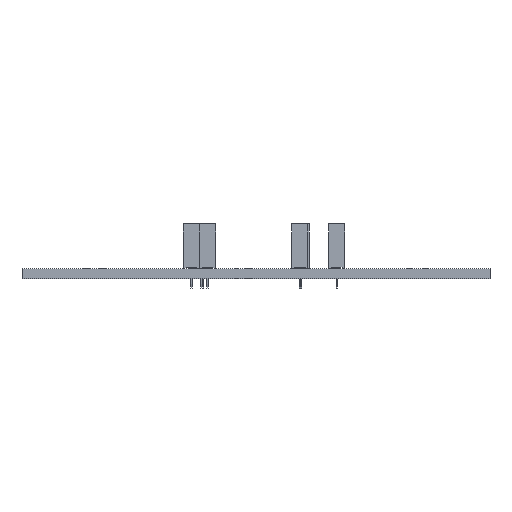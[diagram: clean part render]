
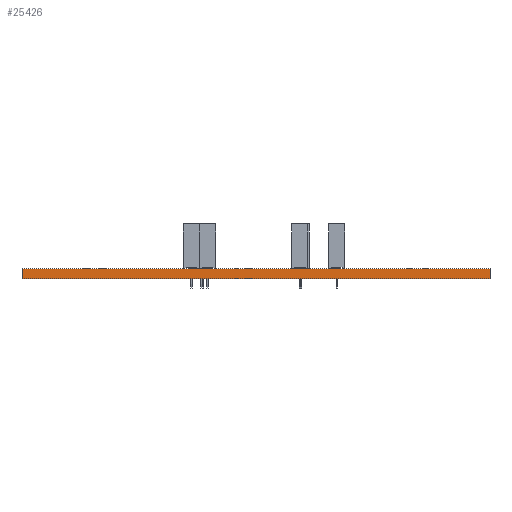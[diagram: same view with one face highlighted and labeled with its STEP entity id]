
A CAD part, front view. The second image highlights one B-rep face of the part: STEP entity #25426.
In plain terms, the highlighted planar face has unit normal (0, -1, 0).
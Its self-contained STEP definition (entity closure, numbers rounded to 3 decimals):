
#25426 = ADVANCED_FACE('',(#25427),#25441,.T.);
#25427 = FACE_BOUND('',#25428,.T.);
#25428 = EDGE_LOOP('',(#25429,#25464,#25492,#25520));
#25429 = ORIENTED_EDGE('',*,*,#25430,.T.);
#25430 = EDGE_CURVE('',#25431,#25433,#25435,.T.);
#25431 = VERTEX_POINT('',#25432);
#25432 = CARTESIAN_POINT('',(189.23,-139.7,0.));
#25433 = VERTEX_POINT('',#25434);
#25434 = CARTESIAN_POINT('',(189.23,-139.7,1.6));
#25435 = SURFACE_CURVE('',#25436,(#25440,#25452),.PCURVE_S1.);
#25436 = LINE('',#25437,#25438);
#25437 = CARTESIAN_POINT('',(189.23,-139.7,0.));
#25438 = VECTOR('',#25439,1.);
#25439 = DIRECTION('',(0.,0.,1.));
#25440 = PCURVE('',#25441,#25446);
#25441 = PLANE('',#25442);
#25442 = AXIS2_PLACEMENT_3D('',#25443,#25444,#25445);
#25443 = CARTESIAN_POINT('',(189.23,-139.7,0.));
#25444 = DIRECTION('',(0.,-1.,0.));
#25445 = DIRECTION('',(-1.,0.,0.));
#25446 = DEFINITIONAL_REPRESENTATION('',(#25447),#25451);
#25447 = LINE('',#25448,#25449);
#25448 = CARTESIAN_POINT('',(0.,-0.));
#25449 = VECTOR('',#25450,1.);
#25450 = DIRECTION('',(0.,-1.));
#25451 = ( GEOMETRIC_REPRESENTATION_CONTEXT(2) 
PARAMETRIC_REPRESENTATION_CONTEXT() REPRESENTATION_CONTEXT('2D SPACE',''
  ) );
#25452 = PCURVE('',#25453,#25458);
#25453 = PLANE('',#25454);
#25454 = AXIS2_PLACEMENT_3D('',#25455,#25456,#25457);
#25455 = CARTESIAN_POINT('',(189.23,-35.56,0.));
#25456 = DIRECTION('',(1.,0.,-0.));
#25457 = DIRECTION('',(0.,-1.,0.));
#25458 = DEFINITIONAL_REPRESENTATION('',(#25459),#25463);
#25459 = LINE('',#25460,#25461);
#25460 = CARTESIAN_POINT('',(104.14,0.));
#25461 = VECTOR('',#25462,1.);
#25462 = DIRECTION('',(0.,-1.));
#25463 = ( GEOMETRIC_REPRESENTATION_CONTEXT(2) 
PARAMETRIC_REPRESENTATION_CONTEXT() REPRESENTATION_CONTEXT('2D SPACE',''
  ) );
#25464 = ORIENTED_EDGE('',*,*,#25465,.T.);
#25465 = EDGE_CURVE('',#25433,#25466,#25468,.T.);
#25466 = VERTEX_POINT('',#25467);
#25467 = CARTESIAN_POINT('',(115.57,-139.7,1.6));
#25468 = SURFACE_CURVE('',#25469,(#25473,#25480),.PCURVE_S1.);
#25469 = LINE('',#25470,#25471);
#25470 = CARTESIAN_POINT('',(189.23,-139.7,1.6));
#25471 = VECTOR('',#25472,1.);
#25472 = DIRECTION('',(-1.,0.,0.));
#25473 = PCURVE('',#25441,#25474);
#25474 = DEFINITIONAL_REPRESENTATION('',(#25475),#25479);
#25475 = LINE('',#25476,#25477);
#25476 = CARTESIAN_POINT('',(0.,-1.6));
#25477 = VECTOR('',#25478,1.);
#25478 = DIRECTION('',(1.,0.));
#25479 = ( GEOMETRIC_REPRESENTATION_CONTEXT(2) 
PARAMETRIC_REPRESENTATION_CONTEXT() REPRESENTATION_CONTEXT('2D SPACE',''
  ) );
#25480 = PCURVE('',#25481,#25486);
#25481 = PLANE('',#25482);
#25482 = AXIS2_PLACEMENT_3D('',#25483,#25484,#25485);
#25483 = CARTESIAN_POINT('',(152.4,-87.63,1.6));
#25484 = DIRECTION('',(-0.,-0.,-1.));
#25485 = DIRECTION('',(-1.,0.,0.));
#25486 = DEFINITIONAL_REPRESENTATION('',(#25487),#25491);
#25487 = LINE('',#25488,#25489);
#25488 = CARTESIAN_POINT('',(-36.83,-52.07));
#25489 = VECTOR('',#25490,1.);
#25490 = DIRECTION('',(1.,0.));
#25491 = ( GEOMETRIC_REPRESENTATION_CONTEXT(2) 
PARAMETRIC_REPRESENTATION_CONTEXT() REPRESENTATION_CONTEXT('2D SPACE',''
  ) );
#25492 = ORIENTED_EDGE('',*,*,#25493,.F.);
#25493 = EDGE_CURVE('',#25494,#25466,#25496,.T.);
#25494 = VERTEX_POINT('',#25495);
#25495 = CARTESIAN_POINT('',(115.57,-139.7,0.));
#25496 = SURFACE_CURVE('',#25497,(#25501,#25508),.PCURVE_S1.);
#25497 = LINE('',#25498,#25499);
#25498 = CARTESIAN_POINT('',(115.57,-139.7,0.));
#25499 = VECTOR('',#25500,1.);
#25500 = DIRECTION('',(0.,0.,1.));
#25501 = PCURVE('',#25441,#25502);
#25502 = DEFINITIONAL_REPRESENTATION('',(#25503),#25507);
#25503 = LINE('',#25504,#25505);
#25504 = CARTESIAN_POINT('',(73.66,0.));
#25505 = VECTOR('',#25506,1.);
#25506 = DIRECTION('',(0.,-1.));
#25507 = ( GEOMETRIC_REPRESENTATION_CONTEXT(2) 
PARAMETRIC_REPRESENTATION_CONTEXT() REPRESENTATION_CONTEXT('2D SPACE',''
  ) );
#25508 = PCURVE('',#25509,#25514);
#25509 = PLANE('',#25510);
#25510 = AXIS2_PLACEMENT_3D('',#25511,#25512,#25513);
#25511 = CARTESIAN_POINT('',(115.57,-139.7,0.));
#25512 = DIRECTION('',(-1.,0.,0.));
#25513 = DIRECTION('',(0.,1.,0.));
#25514 = DEFINITIONAL_REPRESENTATION('',(#25515),#25519);
#25515 = LINE('',#25516,#25517);
#25516 = CARTESIAN_POINT('',(0.,0.));
#25517 = VECTOR('',#25518,1.);
#25518 = DIRECTION('',(0.,-1.));
#25519 = ( GEOMETRIC_REPRESENTATION_CONTEXT(2) 
PARAMETRIC_REPRESENTATION_CONTEXT() REPRESENTATION_CONTEXT('2D SPACE',''
  ) );
#25520 = ORIENTED_EDGE('',*,*,#25521,.F.);
#25521 = EDGE_CURVE('',#25431,#25494,#25522,.T.);
#25522 = SURFACE_CURVE('',#25523,(#25527,#25534),.PCURVE_S1.);
#25523 = LINE('',#25524,#25525);
#25524 = CARTESIAN_POINT('',(189.23,-139.7,0.));
#25525 = VECTOR('',#25526,1.);
#25526 = DIRECTION('',(-1.,0.,0.));
#25527 = PCURVE('',#25441,#25528);
#25528 = DEFINITIONAL_REPRESENTATION('',(#25529),#25533);
#25529 = LINE('',#25530,#25531);
#25530 = CARTESIAN_POINT('',(0.,-0.));
#25531 = VECTOR('',#25532,1.);
#25532 = DIRECTION('',(1.,0.));
#25533 = ( GEOMETRIC_REPRESENTATION_CONTEXT(2) 
PARAMETRIC_REPRESENTATION_CONTEXT() REPRESENTATION_CONTEXT('2D SPACE',''
  ) );
#25534 = PCURVE('',#25535,#25540);
#25535 = PLANE('',#25536);
#25536 = AXIS2_PLACEMENT_3D('',#25537,#25538,#25539);
#25537 = CARTESIAN_POINT('',(152.4,-87.63,0.));
#25538 = DIRECTION('',(-0.,-0.,-1.));
#25539 = DIRECTION('',(-1.,0.,0.));
#25540 = DEFINITIONAL_REPRESENTATION('',(#25541),#25545);
#25541 = LINE('',#25542,#25543);
#25542 = CARTESIAN_POINT('',(-36.83,-52.07));
#25543 = VECTOR('',#25544,1.);
#25544 = DIRECTION('',(1.,0.));
#25545 = ( GEOMETRIC_REPRESENTATION_CONTEXT(2) 
PARAMETRIC_REPRESENTATION_CONTEXT() REPRESENTATION_CONTEXT('2D SPACE',''
  ) );
